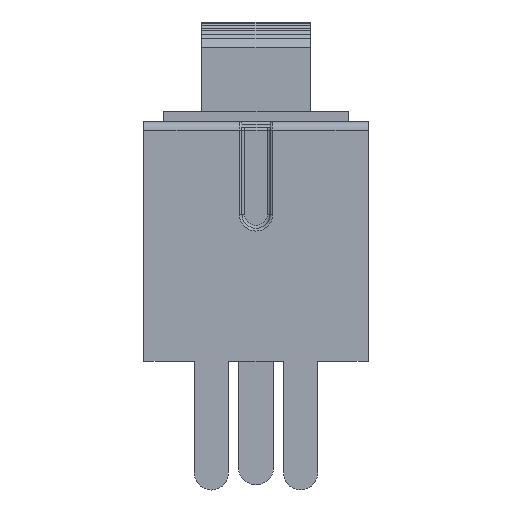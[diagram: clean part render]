
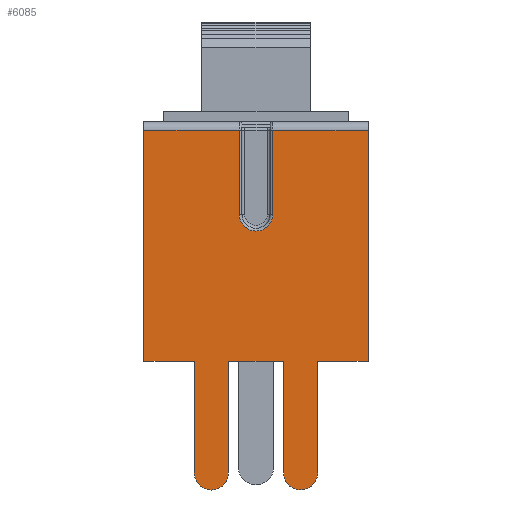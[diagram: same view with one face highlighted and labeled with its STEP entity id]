
A CAD part, left-side view. The second image highlights one B-rep face of the part: STEP entity #6085.
In plain terms, the highlighted planar face has unit normal (-1, 0, 0).
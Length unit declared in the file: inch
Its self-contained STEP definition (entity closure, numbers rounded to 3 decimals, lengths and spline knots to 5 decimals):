
#217=CIRCLE('',#6592,0.02362);
#219=CIRCLE('',#6601,0.02402);
#220=CIRCLE('',#6602,0.02402);
#530=FACE_OUTER_BOUND('',#883,.T.);
#883=EDGE_LOOP('',(#4952,#4953,#4954,#4955,#4956,#4957,#4958,#4959,#4960,
#4961,#4962,#4963,#4964,#4965,#4966,#4967));
#1396=LINE('',#9374,#2107);
#1469=LINE('',#9825,#2180);
#1470=LINE('',#9834,#2181);
#1471=LINE('',#9838,#2182);
#1472=LINE('',#9842,#2183);
#1473=LINE('',#9845,#2184);
#1474=LINE('',#9847,#2185);
#1475=LINE('',#9851,#2186);
#1476=LINE('',#9853,#2187);
#1477=LINE('',#9855,#2188);
#1478=LINE('',#9859,#2189);
#1479=LINE('',#9861,#2190);
#1480=LINE('',#9862,#2191);
#2107=VECTOR('',#7566,0.3937);
#2180=VECTOR('',#7909,0.3937);
#2181=VECTOR('',#7924,0.3937);
#2182=VECTOR('',#7929,0.3937);
#2183=VECTOR('',#7936,0.3937);
#2184=VECTOR('',#7939,0.3937);
#2185=VECTOR('',#7940,0.3937);
#2186=VECTOR('',#7943,0.3937);
#2187=VECTOR('',#7944,0.3937);
#2188=VECTOR('',#7945,0.3937);
#2189=VECTOR('',#7948,0.3937);
#2190=VECTOR('',#7949,0.3937);
#2191=VECTOR('',#7950,0.3937);
#2745=VERTEX_POINT('',#9371);
#2746=VERTEX_POINT('',#9373);
#2830=VERTEX_POINT('',#9808);
#2831=VERTEX_POINT('',#9813);
#2833=VERTEX_POINT('',#9823);
#2834=VERTEX_POINT('',#9829);
#2835=VERTEX_POINT('',#9837);
#2836=VERTEX_POINT('',#9844);
#2837=VERTEX_POINT('',#9846);
#2838=VERTEX_POINT('',#9848);
#2839=VERTEX_POINT('',#9850);
#2840=VERTEX_POINT('',#9852);
#2841=VERTEX_POINT('',#9854);
#2842=VERTEX_POINT('',#9856);
#2843=VERTEX_POINT('',#9858);
#2844=VERTEX_POINT('',#9860);
#3440=EDGE_CURVE('',#2746,#2745,#1396,.T.);
#3596=EDGE_CURVE('',#2833,#2831,#1469,.T.);
#3599=EDGE_CURVE('',#2834,#2833,#217,.T.);
#3600=EDGE_CURVE('',#2830,#2834,#1470,.T.);
#3601=EDGE_CURVE('',#2831,#2835,#1471,.T.);
#3603=EDGE_CURVE('',#2746,#2830,#1472,.T.);
#3604=EDGE_CURVE('',#2745,#2836,#1473,.T.);
#3605=EDGE_CURVE('',#2836,#2837,#1474,.T.);
#3606=EDGE_CURVE('',#2837,#2838,#219,.T.);
#3607=EDGE_CURVE('',#2838,#2839,#1475,.T.);
#3608=EDGE_CURVE('',#2839,#2840,#1476,.T.);
#3609=EDGE_CURVE('',#2840,#2841,#1477,.T.);
#3610=EDGE_CURVE('',#2841,#2842,#220,.T.);
#3611=EDGE_CURVE('',#2842,#2843,#1478,.T.);
#3612=EDGE_CURVE('',#2843,#2844,#1479,.T.);
#3613=EDGE_CURVE('',#2835,#2844,#1480,.T.);
#4952=ORIENTED_EDGE('',*,*,#3600,.F.);
#4953=ORIENTED_EDGE('',*,*,#3603,.F.);
#4954=ORIENTED_EDGE('',*,*,#3440,.T.);
#4955=ORIENTED_EDGE('',*,*,#3604,.T.);
#4956=ORIENTED_EDGE('',*,*,#3605,.T.);
#4957=ORIENTED_EDGE('',*,*,#3606,.T.);
#4958=ORIENTED_EDGE('',*,*,#3607,.T.);
#4959=ORIENTED_EDGE('',*,*,#3608,.T.);
#4960=ORIENTED_EDGE('',*,*,#3609,.T.);
#4961=ORIENTED_EDGE('',*,*,#3610,.T.);
#4962=ORIENTED_EDGE('',*,*,#3611,.T.);
#4963=ORIENTED_EDGE('',*,*,#3612,.T.);
#4964=ORIENTED_EDGE('',*,*,#3613,.F.);
#4965=ORIENTED_EDGE('',*,*,#3601,.F.);
#4966=ORIENTED_EDGE('',*,*,#3596,.F.);
#4967=ORIENTED_EDGE('',*,*,#3599,.F.);
#5747=PLANE('',#6600);
#6085=ADVANCED_FACE('',(#530),#5747,.T.);
#6592=AXIS2_PLACEMENT_3D('',#9831,#7918,#7919);
#6600=AXIS2_PLACEMENT_3D('',#9843,#7937,#7938);
#6601=AXIS2_PLACEMENT_3D('',#9849,#7941,#7942);
#6602=AXIS2_PLACEMENT_3D('',#9857,#7946,#7947);
#7566=DIRECTION('',(0.,0.,-1.));
#7909=DIRECTION('',(0.,0.,1.));
#7918=DIRECTION('center_axis',(-1.,0.,0.));
#7919=DIRECTION('ref_axis',(0.,0.,-1.));
#7924=DIRECTION('',(0.,0.,-1.));
#7929=DIRECTION('',(0.,-1.,0.));
#7936=DIRECTION('',(0.,-1.,0.));
#7937=DIRECTION('center_axis',(-1.,0.,0.));
#7938=DIRECTION('ref_axis',(0.,0.,-1.));
#7939=DIRECTION('',(0.,-1.,0.));
#7940=DIRECTION('',(0.,0.,-1.));
#7941=DIRECTION('center_axis',(-1.,0.,0.));
#7942=DIRECTION('ref_axis',(0.,1.,0.));
#7943=DIRECTION('',(0.,0.,1.));
#7944=DIRECTION('',(0.,-1.,0.));
#7945=DIRECTION('',(0.,0.,-1.));
#7946=DIRECTION('center_axis',(-1.,0.,0.));
#7947=DIRECTION('ref_axis',(0.,1.,0.));
#7948=DIRECTION('',(0.,0.,1.));
#7949=DIRECTION('',(0.,-1.,0.));
#7950=DIRECTION('',(0.,0.,-1.));
#9371=CARTESIAN_POINT('',(-0.31713,0.15748,-0.08622));
#9373=CARTESIAN_POINT('',(-0.31713,0.15748,0.23819));
#9374=CARTESIAN_POINT('',(-0.31713,0.15748,0.23583));
#9808=CARTESIAN_POINT('',(-0.31713,0.02362,0.23819));
#9813=CARTESIAN_POINT('',(-0.31713,-0.02362,0.23819));
#9823=CARTESIAN_POINT('',(-0.31713,-0.02362,0.12008));
#9825=CARTESIAN_POINT('',(-0.31713,-0.02362,0.17795));
#9829=CARTESIAN_POINT('',(-0.31713,0.02362,0.12008));
#9831=CARTESIAN_POINT('Origin',(-0.31713,0.,
0.12008));
#9834=CARTESIAN_POINT('',(-0.31713,0.02362,0.25291));
#9837=CARTESIAN_POINT('',(-0.31713,-0.15748,0.23819));
#9838=CARTESIAN_POINT('',(-0.31713,-0.07874,0.23819));
#9842=CARTESIAN_POINT('',(-0.31713,-0.07874,0.23819));
#9843=CARTESIAN_POINT('Origin',(-0.31713,-0.15748,0.23583));
#9844=CARTESIAN_POINT('',(-0.31713,0.08661,-0.08622));
#9845=CARTESIAN_POINT('',(-0.31713,-0.15748,-0.08622));
#9846=CARTESIAN_POINT('',(-0.31713,0.08661,-0.24331));
#9847=CARTESIAN_POINT('',(-0.31713,0.08661,-0.08622));
#9848=CARTESIAN_POINT('',(-0.31713,0.03858,-0.24331));
#9849=CARTESIAN_POINT('Origin',(-0.31713,0.0626,-0.24331));
#9850=CARTESIAN_POINT('',(-0.31713,0.03858,-0.08622));
#9851=CARTESIAN_POINT('',(-0.31713,0.03858,-0.24331));
#9852=CARTESIAN_POINT('',(-0.31713,-0.03858,-0.08622));
#9853=CARTESIAN_POINT('',(-0.31713,-0.15748,-0.08622));
#9854=CARTESIAN_POINT('',(-0.31713,-0.03858,-0.24331));
#9855=CARTESIAN_POINT('',(-0.31713,-0.03858,-0.08622));
#9856=CARTESIAN_POINT('',(-0.31713,-0.08661,-0.24331));
#9857=CARTESIAN_POINT('Origin',(-0.31713,-0.0626,
-0.24331));
#9858=CARTESIAN_POINT('',(-0.31713,-0.08661,-0.08622));
#9859=CARTESIAN_POINT('',(-0.31713,-0.08661,-0.24331));
#9860=CARTESIAN_POINT('',(-0.31713,-0.15748,-0.08622));
#9861=CARTESIAN_POINT('',(-0.31713,-0.15748,-0.08622));
#9862=CARTESIAN_POINT('',(-0.31713,-0.15748,0.23583));
